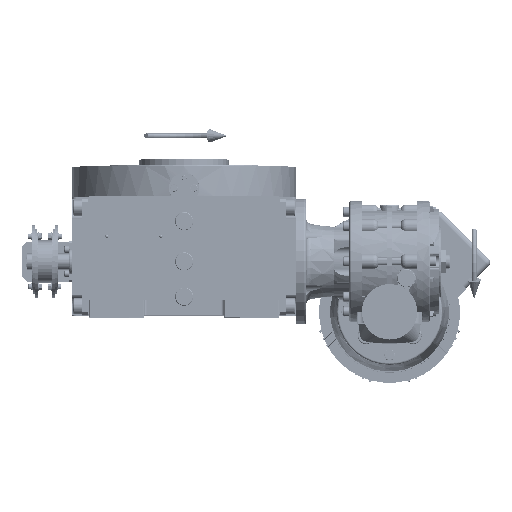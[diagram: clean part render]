
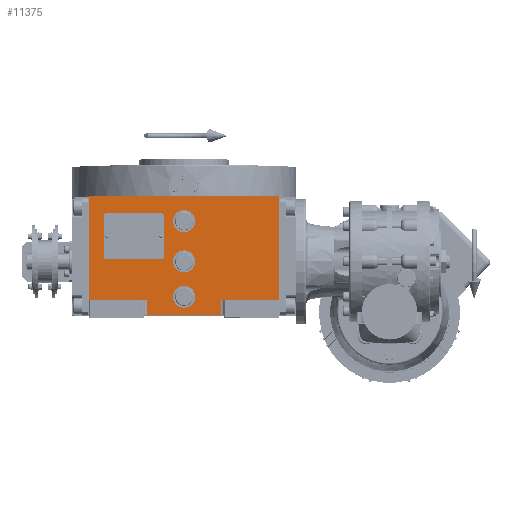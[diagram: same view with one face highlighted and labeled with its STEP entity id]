
A CAD part, top view. The second image highlights one B-rep face of the part: STEP entity #11375.
In plain terms, the highlighted planar face has unit normal (0, 0, 1).
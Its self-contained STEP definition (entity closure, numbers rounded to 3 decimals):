
#1754 = AXIS2_PLACEMENT_3D ( 'NONE', #72816, #113385, #155755 ) ;
#4637 = DIRECTION ( 'NONE',  ( 0., 1., 0. ) ) ;
#4798 = DIRECTION ( 'NONE',  ( 1., 0., 0. ) ) ;
#6550 = CARTESIAN_POINT ( 'NONE',  ( -37., -38.5, 163.5 ) ) ;
#7606 = EDGE_CURVE ( 'NONE', #124327, #163670, #142796, .T. ) ;
#10063 = LINE ( 'NONE', #178612, #33578 ) ;
#11375 = ADVANCED_FACE ( 'NONE', ( #124127, #180282, #166445, #40289 ), #82638, .T. ) ;
#12384 = VERTEX_POINT ( 'NONE', #104001 ) ;
#13559 = DIRECTION ( 'NONE',  ( 1., 0., 0. ) ) ;
#15157 = DIRECTION ( 'NONE',  ( 0., 1., 0. ) ) ;
#16437 = EDGE_LOOP ( 'NONE', ( #143650, #124024, #141651, #167745, #77068, #21546, #163804, #155389 ) ) ;
#18865 = DIRECTION ( 'NONE',  ( -1., 0., 0. ) ) ;
#19519 = ORIENTED_EDGE ( 'NONE', *, *, #36608, .F. ) ;
#21374 = CARTESIAN_POINT ( 'NONE',  ( -94.5, 64.5, 163.5 ) ) ;
#21546 = ORIENTED_EDGE ( 'NONE', *, *, #140391, .F. ) ;
#24129 = CIRCLE ( 'NONE', #142718, 11. ) ;
#25309 = VERTEX_POINT ( 'NONE', #6550 ) ;
#27703 = ORIENTED_EDGE ( 'NONE', *, *, #130502, .F. ) ;
#29587 = VECTOR ( 'NONE', #165156, 1000. ) ;
#29899 = DIRECTION ( 'NONE',  ( 1., 0., 0. ) ) ;
#30479 = VERTEX_POINT ( 'NONE', #99549 ) ;
#30652 = EDGE_CURVE ( 'NONE', #167446, #163670, #10063, .T. ) ;
#31774 = CARTESIAN_POINT ( 'NONE',  ( 0., 0., 163.5 ) ) ;
#32205 = CIRCLE ( 'NONE', #91137, 11. ) ;
#33578 = VECTOR ( 'NONE', #64425, 1000. ) ;
#36608 = EDGE_CURVE ( 'NONE', #159831, #145474, #102470, .T. ) ;
#37792 = CARTESIAN_POINT ( 'NONE',  ( 37., -53.5, 163.5 ) ) ;
#38745 = VECTOR ( 'NONE', #15157, 1000. ) ;
#40289 = FACE_OUTER_BOUND ( 'NONE', #16437, .T. ) ;
#42155 = CARTESIAN_POINT ( 'NONE',  ( 94.5, 64.5, 163.5 ) ) ;
#42166 = DIRECTION ( 'NONE',  ( 1., 0., 0. ) ) ;
#43664 = CIRCLE ( 'NONE', #76007, 11. ) ;
#46245 = DIRECTION ( 'NONE',  ( 0., 0., 1. ) ) ;
#48076 = CARTESIAN_POINT ( 'NONE',  ( 37., -38.5, 163.5 ) ) ;
#48599 = VERTEX_POINT ( 'NONE', #52586 ) ;
#50630 = LINE ( 'NONE', #93026, #59728 ) ;
#50847 = EDGE_CURVE ( 'NONE', #30479, #12384, #24129, .T. ) ;
#51926 = CARTESIAN_POINT ( 'NONE',  ( -94.5, -38.5, 163.5 ) ) ;
#52586 = CARTESIAN_POINT ( 'NONE',  ( 11., 40., 163.5 ) ) ;
#59728 = VECTOR ( 'NONE', #106857, 1000. ) ;
#59960 = EDGE_CURVE ( 'NONE', #48599, #67504, #153179, .T. ) ;
#60015 = CARTESIAN_POINT ( 'NONE',  ( 0., 0., 163.5 ) ) ;
#61646 = VERTEX_POINT ( 'NONE', #48076 ) ;
#64425 = DIRECTION ( 'NONE',  ( 1., 0., 0. ) ) ;
#67048 = EDGE_CURVE ( 'NONE', #61646, #171349, #50630, .T. ) ;
#67504 = VERTEX_POINT ( 'NONE', #142403 ) ;
#68611 = CARTESIAN_POINT ( 'NONE',  ( -94.5, -38.5, 163.5 ) ) ;
#72816 = CARTESIAN_POINT ( 'NONE',  ( 0., -35., 163.5 ) ) ;
#74137 = EDGE_CURVE ( 'NONE', #67504, #48599, #43664, .T. ) ;
#76007 = AXIS2_PLACEMENT_3D ( 'NONE', #137897, #94638, #110257 ) ;
#77068 = ORIENTED_EDGE ( 'NONE', *, *, #30652, .F. ) ;
#77742 = ORIENTED_EDGE ( 'NONE', *, *, #50847, .F. ) ;
#80916 = LINE ( 'NONE', #95680, #101000 ) ;
#80968 = EDGE_LOOP ( 'NONE', ( #27703, #19519 ) ) ;
#82638 = PLANE ( 'NONE',  #99346 ) ;
#84153 = LINE ( 'NONE', #126524, #165599 ) ;
#84240 = LINE ( 'NONE', #171691, #141122 ) ;
#85177 = DIRECTION ( 'NONE',  ( 0., 0., 1. ) ) ;
#85978 = DIRECTION ( 'NONE',  ( 1., 0., 0. ) ) ;
#90689 = CARTESIAN_POINT ( 'NONE',  ( -37., -53.5, 163.5 ) ) ;
#91137 = AXIS2_PLACEMENT_3D ( 'NONE', #31774, #145060, #18865 ) ;
#91757 = EDGE_LOOP ( 'NONE', ( #121638, #93011 ) ) ;
#92440 = ORIENTED_EDGE ( 'NONE', *, *, #101212, .F. ) ;
#93011 = ORIENTED_EDGE ( 'NONE', *, *, #74137, .F. ) ;
#93026 = CARTESIAN_POINT ( 'NONE',  ( 37., -38.5, 163.5 ) ) ;
#94638 = DIRECTION ( 'NONE',  ( 0., 0., 1. ) ) ;
#95680 = CARTESIAN_POINT ( 'NONE',  ( 37., -38.5, 163.5 ) ) ;
#97335 = AXIS2_PLACEMENT_3D ( 'NONE', #112821, #85177, #29899 ) ;
#99346 = AXIS2_PLACEMENT_3D ( 'NONE', #139736, #107604, #13559 ) ;
#99549 = CARTESIAN_POINT ( 'NONE',  ( 11., 0., 163.5 ) ) ;
#101000 = VECTOR ( 'NONE', #42166, 1000. ) ;
#101198 = VERTEX_POINT ( 'NONE', #90689 ) ;
#101212 = EDGE_CURVE ( 'NONE', #12384, #30479, #32205, .T. ) ;
#102470 = CIRCLE ( 'NONE', #149539, 11. ) ;
#104001 = CARTESIAN_POINT ( 'NONE',  ( -11., 0., 163.5 ) ) ;
#104707 = EDGE_CURVE ( 'NONE', #61646, #124327, #80916, .T. ) ;
#106857 = DIRECTION ( 'NONE',  ( 0., -1., 0. ) ) ;
#107604 = DIRECTION ( 'NONE',  ( 0., 0., 1. ) ) ;
#110257 = DIRECTION ( 'NONE',  ( -1., 0., 0. ) ) ;
#112821 = CARTESIAN_POINT ( 'NONE',  ( 0., 40., 163.5 ) ) ;
#113385 = DIRECTION ( 'NONE',  ( 0., 0., 1. ) ) ;
#120139 = DIRECTION ( 'NONE',  ( 0., 0., 1. ) ) ;
#120302 = EDGE_CURVE ( 'NONE', #155514, #25309, #162483, .T. ) ;
#120338 = EDGE_LOOP ( 'NONE', ( #77742, #92440 ) ) ;
#121638 = ORIENTED_EDGE ( 'NONE', *, *, #59960, .F. ) ;
#122005 = VECTOR ( 'NONE', #4637, 1000. ) ;
#124024 = ORIENTED_EDGE ( 'NONE', *, *, #67048, .F. ) ;
#124127 = FACE_BOUND ( 'NONE', #120338, .T. ) ;
#124327 = VERTEX_POINT ( 'NONE', #167037 ) ;
#126524 = CARTESIAN_POINT ( 'NONE',  ( -37., -53.5, 163.5 ) ) ;
#127509 = DIRECTION ( 'NONE',  ( 0., 1., 0. ) ) ;
#128980 = CARTESIAN_POINT ( 'NONE',  ( 94.5, -38.5, 163.5 ) ) ;
#130502 = EDGE_CURVE ( 'NONE', #145474, #159831, #166449, .T. ) ;
#135473 = CARTESIAN_POINT ( 'NONE',  ( 11., -35., 163.5 ) ) ;
#137897 = CARTESIAN_POINT ( 'NONE',  ( 0., 40., 163.5 ) ) ;
#139736 = CARTESIAN_POINT ( 'NONE',  ( -94.5, -53.5, 163.5 ) ) ;
#140391 = EDGE_CURVE ( 'NONE', #155514, #167446, #164451, .T. ) ;
#141122 = VECTOR ( 'NONE', #127509, 1000. ) ;
#141651 = ORIENTED_EDGE ( 'NONE', *, *, #104707, .T. ) ;
#142403 = CARTESIAN_POINT ( 'NONE',  ( -11., 40., 163.5 ) ) ;
#142718 = AXIS2_PLACEMENT_3D ( 'NONE', #60015, #46245, #4798 ) ;
#142796 = LINE ( 'NONE', #128980, #122005 ) ;
#143650 = ORIENTED_EDGE ( 'NONE', *, *, #162729, .T. ) ;
#143653 = CARTESIAN_POINT ( 'NONE',  ( -11., -35., 163.5 ) ) ;
#145060 = DIRECTION ( 'NONE',  ( 0., 0., 1. ) ) ;
#145474 = VERTEX_POINT ( 'NONE', #135473 ) ;
#149539 = AXIS2_PLACEMENT_3D ( 'NONE', #150454, #120139, #162470 ) ;
#150454 = CARTESIAN_POINT ( 'NONE',  ( 0., -35., 163.5 ) ) ;
#152319 = EDGE_CURVE ( 'NONE', #101198, #25309, #84240, .T. ) ;
#153179 = CIRCLE ( 'NONE', #97335, 11. ) ;
#155389 = ORIENTED_EDGE ( 'NONE', *, *, #152319, .F. ) ;
#155514 = VERTEX_POINT ( 'NONE', #51926 ) ;
#155755 = DIRECTION ( 'NONE',  ( 1., 0., 0. ) ) ;
#159831 = VERTEX_POINT ( 'NONE', #143653 ) ;
#161577 = CARTESIAN_POINT ( 'NONE',  ( -94.5, -38.5, 163.5 ) ) ;
#162470 = DIRECTION ( 'NONE',  ( -1., 0., 0. ) ) ;
#162483 = LINE ( 'NONE', #161577, #29587 ) ;
#162729 = EDGE_CURVE ( 'NONE', #101198, #171349, #84153, .T. ) ;
#163670 = VERTEX_POINT ( 'NONE', #42155 ) ;
#163804 = ORIENTED_EDGE ( 'NONE', *, *, #120302, .T. ) ;
#164451 = LINE ( 'NONE', #68611, #38745 ) ;
#165156 = DIRECTION ( 'NONE',  ( 1., 0., 0. ) ) ;
#165599 = VECTOR ( 'NONE', #85978, 1000. ) ;
#166445 = FACE_BOUND ( 'NONE', #91757, .T. ) ;
#166449 = CIRCLE ( 'NONE', #1754, 11. ) ;
#167037 = CARTESIAN_POINT ( 'NONE',  ( 94.5, -38.5, 163.5 ) ) ;
#167446 = VERTEX_POINT ( 'NONE', #21374 ) ;
#167745 = ORIENTED_EDGE ( 'NONE', *, *, #7606, .T. ) ;
#171349 = VERTEX_POINT ( 'NONE', #37792 ) ;
#171691 = CARTESIAN_POINT ( 'NONE',  ( -37., -53.5, 163.5 ) ) ;
#178612 = CARTESIAN_POINT ( 'NONE',  ( -94.5, 64.5, 163.5 ) ) ;
#180282 = FACE_BOUND ( 'NONE', #80968, .T. ) ;
